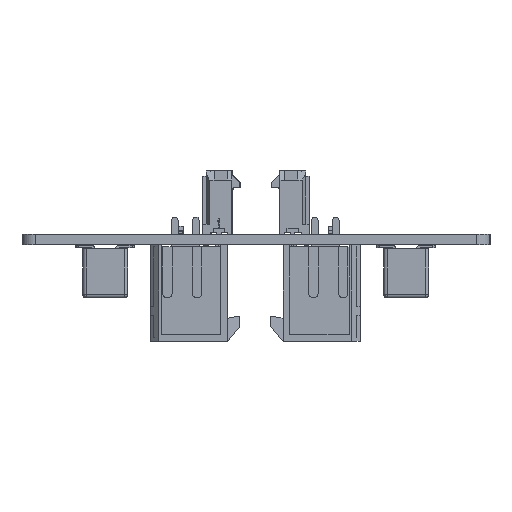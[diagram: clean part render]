
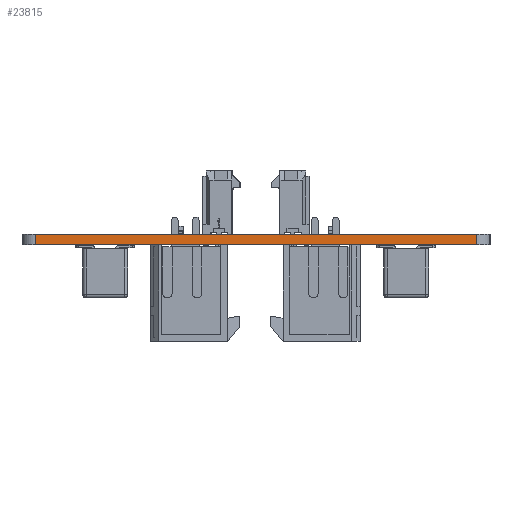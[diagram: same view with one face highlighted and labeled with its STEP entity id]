
A CAD part, left-side view. The second image highlights one B-rep face of the part: STEP entity #23815.
In plain terms, the highlighted planar face has unit normal (-1, 0, 0).
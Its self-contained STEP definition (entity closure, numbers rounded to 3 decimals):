
#21765 = VERTEX_POINT('',#21766);
#21766 = CARTESIAN_POINT('',(-113.,-33.,0.));
#21773 = EDGE_CURVE('',#21765,#21774,#21776,.T.);
#21774 = VERTEX_POINT('',#21775);
#21775 = CARTESIAN_POINT('',(-113.,33.,0.));
#21776 = LINE('',#21777,#21778);
#21777 = CARTESIAN_POINT('',(-113.,-33.,0.));
#21778 = VECTOR('',#21779,1.);
#21779 = DIRECTION('',(0.,1.,0.));
#22785 = VERTEX_POINT('',#22786);
#22786 = CARTESIAN_POINT('',(-113.,-33.,1.6));
#22793 = EDGE_CURVE('',#22785,#22794,#22796,.T.);
#22794 = VERTEX_POINT('',#22795);
#22795 = CARTESIAN_POINT('',(-113.,33.,1.6));
#22796 = LINE('',#22797,#22798);
#22797 = CARTESIAN_POINT('',(-113.,-33.,1.6));
#22798 = VECTOR('',#22799,1.);
#22799 = DIRECTION('',(0.,1.,0.));
#23785 = EDGE_CURVE('',#21774,#22794,#23786,.T.);
#23786 = LINE('',#23787,#23788);
#23787 = CARTESIAN_POINT('',(-113.,33.,0.));
#23788 = VECTOR('',#23789,1.);
#23789 = DIRECTION('',(0.,0.,1.));
#23815 = ADVANCED_FACE('',(#23816),#23827,.T.);
#23816 = FACE_BOUND('',#23817,.T.);
#23817 = EDGE_LOOP('',(#23818,#23824,#23825,#23826));
#23818 = ORIENTED_EDGE('',*,*,#23819,.T.);
#23819 = EDGE_CURVE('',#21765,#22785,#23820,.T.);
#23820 = LINE('',#23821,#23822);
#23821 = CARTESIAN_POINT('',(-113.,-33.,0.));
#23822 = VECTOR('',#23823,1.);
#23823 = DIRECTION('',(0.,0.,1.));
#23824 = ORIENTED_EDGE('',*,*,#22793,.T.);
#23825 = ORIENTED_EDGE('',*,*,#23785,.F.);
#23826 = ORIENTED_EDGE('',*,*,#21773,.F.);
#23827 = PLANE('',#23828);
#23828 = AXIS2_PLACEMENT_3D('',#23829,#23830,#23831);
#23829 = CARTESIAN_POINT('',(-113.,-33.,0.));
#23830 = DIRECTION('',(-1.,0.,0.));
#23831 = DIRECTION('',(0.,1.,0.));
